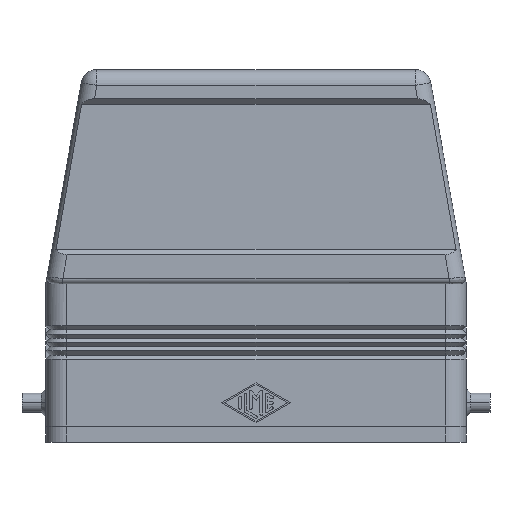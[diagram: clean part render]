
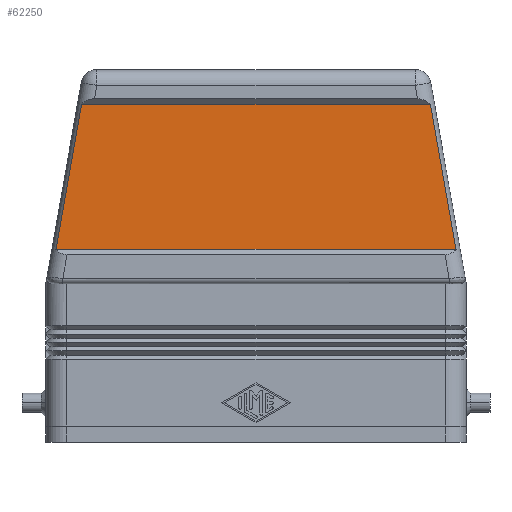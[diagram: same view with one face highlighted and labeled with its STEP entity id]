
A CAD part, front view. The second image highlights one B-rep face of the part: STEP entity #62250.
In plain terms, the highlighted planar face has unit normal (0, -1, 0).
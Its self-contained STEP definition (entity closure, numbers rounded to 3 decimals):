
#61510=CARTESIAN_POINT('',(0.,-17.,36.536));
#61520=DIRECTION('',(-1.,0.,0.));
#61530=VECTOR('',#61520,1.);
#61540=LINE('',#61510,#61530);
#61550=CARTESIAN_POINT('',(37.822,-17.,36.536));
#61560=VERTEX_POINT('',#61550);
#61570=CARTESIAN_POINT('',(-37.822,-17.,36.536));
#61580=VERTEX_POINT('',#61570);
#61590=EDGE_CURVE('',#61560,#61580,#61540,.T.);
#61950=CARTESIAN_POINT('',(-44.161,-17.,66.738));
#61960=DIRECTION('',(0.,-1.,0.));
#61970=DIRECTION('',(-1.,-0.,0.));
#61980=AXIS2_PLACEMENT_3D('',#61950,#61960,#61970);
#61990=PLANE('',#61980);
#62000=CARTESIAN_POINT('',(-44.196,-17.,0.388));
#62010=DIRECTION('',(-0.174,0.,-0.985));
#62020=VECTOR('',#62010,1.);
#62030=LINE('',#62000,#62020);
#62040=CARTESIAN_POINT('',(-32.985,-17.,
63.964));
#62050=VERTEX_POINT('',#62040);
#62060=EDGE_CURVE('',#62050,#61580,#62030,.T.);
#62070=ORIENTED_EDGE('',*,*,#62060,.T.);
#62080=CARTESIAN_POINT('',(0.,-17.,63.964));
#62090=DIRECTION('',(-1.,-0.,0.));
#62100=VECTOR('',#62090,1.);
#62110=LINE('',#62080,#62100);
#62120=CARTESIAN_POINT('',(32.985,-17.,63.964));
#62130=VERTEX_POINT('',#62120);
#62140=EDGE_CURVE('',#62130,#62050,#62110,.T.);
#62150=ORIENTED_EDGE('',*,*,#62140,.T.);
#62160=CARTESIAN_POINT('',(44.196,-17.,0.388));
#62170=DIRECTION('',(-0.174,0.,0.985));
#62180=VECTOR('',#62170,1.);
#62190=LINE('',#62160,#62180);
#62200=EDGE_CURVE('',#61560,#62130,#62190,.T.);
#62210=ORIENTED_EDGE('',*,*,#62200,.T.);
#62220=ORIENTED_EDGE('',*,*,#61590,.F.);
#62230=EDGE_LOOP('',(#62220,#62210,#62150,#62070));
#62240=FACE_OUTER_BOUND('',#62230,.T.);
#62250=ADVANCED_FACE('',(#62240),#61990,.T.);
